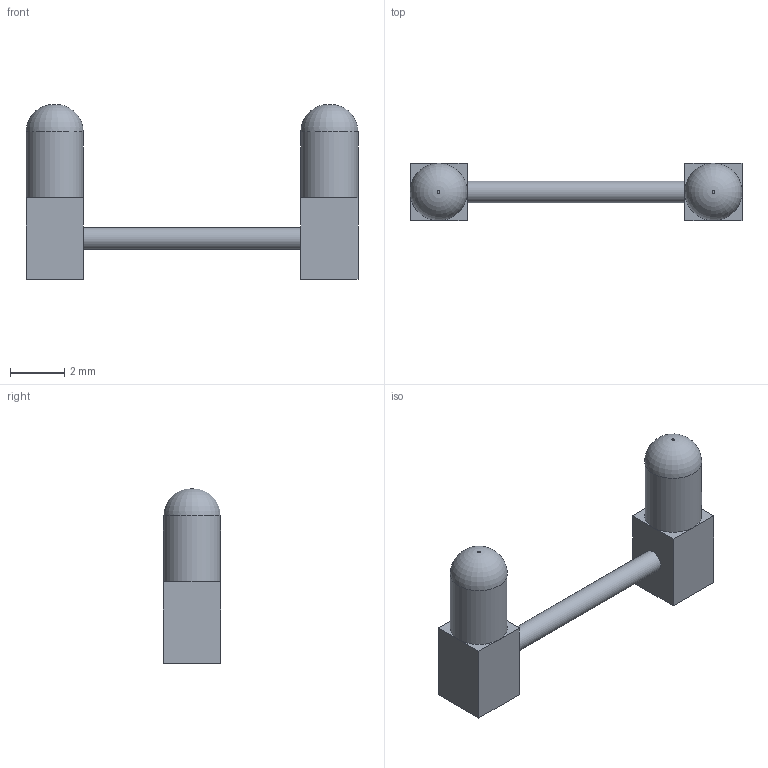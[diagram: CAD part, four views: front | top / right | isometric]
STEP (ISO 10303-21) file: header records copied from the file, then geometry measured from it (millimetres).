
FILE_DESCRIPTION(('HOOPS Exchange Step'),'2;1');
FILE_NAME('reset_stick_JLC3DP.stp','2025-04-08T13:29:48+09:00',('masaki'),('Unknown organisation'),'HOOPS Exchange 2024.2','HOOPS Exchange','Unknown authorisation');
FILE_SCHEMA( ('AP203_CONFIGURATION_CONTROLLED_3D_DESIGN_OF_MECHANICAL_PARTS_AND_ASSEMBLIES_MIM_LF') );
Length unit declared in the file: millimetre
Products named in the file (1): stick_JLC
Bounding box: 12.19 x 2.1 x 6.42 mm (x, y, z)
Volume: 52 mm3; surface area: 125.8 mm2
Topology: 1 solids, 1 shells, 25 faces, 52 edges, 31 vertices
Faces by surface type: plane 20, cylinder 3, torus 2
Full cylindrical faces by diameter (mm): 0.801 x1, 2.1 x2
Entity records: 672 total; most frequent: DIRECTION 121, CARTESIAN_POINT 109, ORIENTED_EDGE 104, EDGE_CURVE 52, AXIS2_PLACEMENT_3D 43, VECTOR 35, LINE 35, VERTEX_POINT 31
